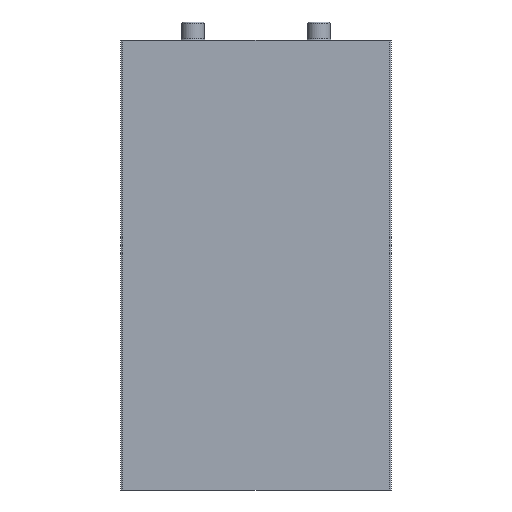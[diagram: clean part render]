
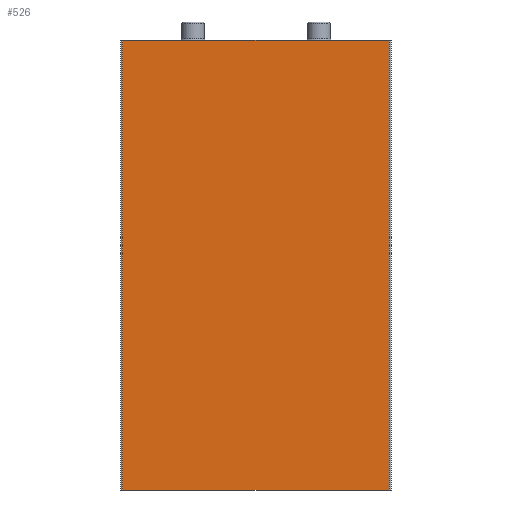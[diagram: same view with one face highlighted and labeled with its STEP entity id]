
A CAD part, front view. The second image highlights one B-rep face of the part: STEP entity #526.
In plain terms, the highlighted planar face has unit normal (0, -1, 0).
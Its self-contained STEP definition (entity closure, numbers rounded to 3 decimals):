
#24=PLANE('',#606);
#66=FACE_OUTER_BOUND('',#102,.T.);
#102=EDGE_LOOP('',(#459,#460,#461,#462));
#118=LINE('',#832,#158);
#125=LINE('',#870,#165);
#143=LINE('',#927,#183);
#145=LINE('',#930,#185);
#158=VECTOR('',#658,10.);
#165=VECTOR('',#699,10.);
#183=VECTOR('',#763,10.);
#185=VECTOR('',#767,10.);
#241=VERTEX_POINT('',#829);
#242=VERTEX_POINT('',#831);
#255=VERTEX_POINT('',#867);
#256=VERTEX_POINT('',#869);
#292=EDGE_CURVE('',#241,#242,#118,.T.);
#310=EDGE_CURVE('',#255,#256,#125,.T.);
#339=EDGE_CURVE('',#242,#255,#143,.T.);
#341=EDGE_CURVE('',#256,#241,#145,.T.);
#459=ORIENTED_EDGE('',*,*,#339,.F.);
#460=ORIENTED_EDGE('',*,*,#292,.F.);
#461=ORIENTED_EDGE('',*,*,#341,.F.);
#462=ORIENTED_EDGE('',*,*,#310,.F.);
#526=ADVANCED_FACE('',(#66),#24,.T.);
#606=AXIS2_PLACEMENT_3D('',#929,#765,#766);
#658=DIRECTION('',(1.,0.,0.));
#699=DIRECTION('',(-1.,0.,0.));
#763=DIRECTION('',(0.,0.,-1.));
#765=DIRECTION('center_axis',(0.,-1.,0.));
#766=DIRECTION('ref_axis',(1.,0.,0.));
#767=DIRECTION('',(0.,0.,1.));
#829=CARTESIAN_POINT('',(-29.584,-0.825,100.));
#831=CARTESIAN_POINT('',(29.584,-0.825,100.));
#832=CARTESIAN_POINT('',(31.839,-0.825,100.));
#867=CARTESIAN_POINT('',(29.584,-0.825,0.));
#869=CARTESIAN_POINT('',(-29.584,-0.825,0.));
#870=CARTESIAN_POINT('',(31.839,-0.825,0.));
#927=CARTESIAN_POINT('',(29.584,-0.825,0.));
#929=CARTESIAN_POINT('Origin',(-31.839,-0.825,0.));
#930=CARTESIAN_POINT('',(-29.584,-0.825,0.));
